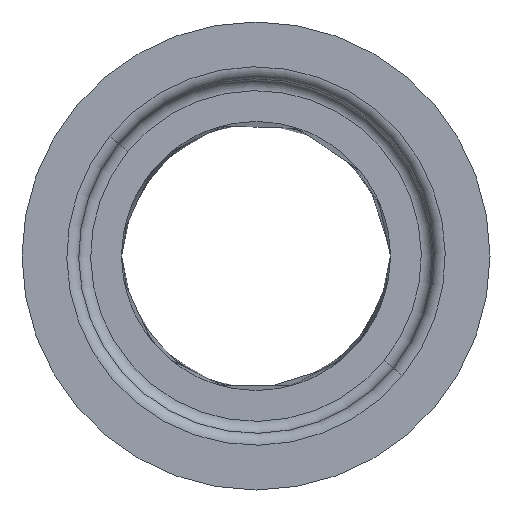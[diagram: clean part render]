
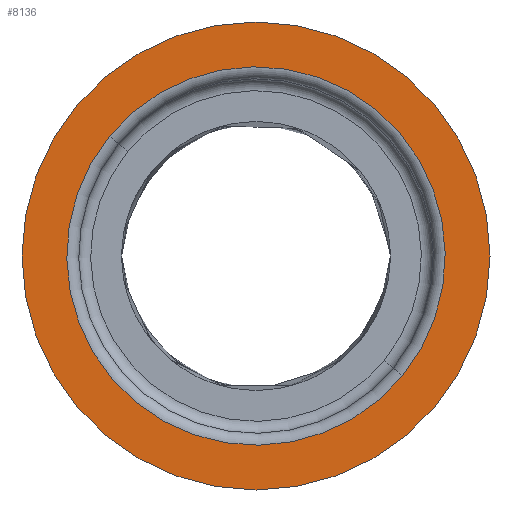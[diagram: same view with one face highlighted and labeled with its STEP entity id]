
A CAD part, front view. The second image highlights one B-rep face of the part: STEP entity #8136.
In plain terms, the highlighted face is planar.
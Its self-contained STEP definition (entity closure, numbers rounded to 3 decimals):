
#279 = CARTESIAN_POINT ( 'NONE',  ( 0., 0., -80. ) ) ;
#411 = CARTESIAN_POINT ( 'NONE',  ( 0., 0., -80. ) ) ;
#1293 = AXIS2_PLACEMENT_3D ( 'NONE', #279, #7446, #21932 ) ;
#1385 = DIRECTION ( 'NONE',  ( 0.775, 0.632, 0. ) ) ;
#1505 = ORIENTED_EDGE ( 'NONE', *, *, #14355, .T. ) ;
#3098 = VERTEX_POINT ( 'NONE', #14969 ) ;
#3238 = DIRECTION ( 'NONE',  ( 0., 0., 1. ) ) ;
#3889 = EDGE_CURVE ( 'NONE', #3098, #5380, #23086, .T. ) ;
#4242 = ORIENTED_EDGE ( 'NONE', *, *, #4608, .T. ) ;
#4608 = EDGE_CURVE ( 'NONE', #12791, #17007, #13690, .T. ) ;
#5380 = VERTEX_POINT ( 'NONE', #5536 ) ;
#5536 = CARTESIAN_POINT ( 'NONE',  ( -122.779, -100.238, -80. ) ) ;
#5808 = FACE_OUTER_BOUND ( 'NONE', #9444, .T. ) ;
#7446 = DIRECTION ( 'NONE',  ( 0., 0., -1. ) ) ;
#7661 = AXIS2_PLACEMENT_3D ( 'NONE', #22921, #3238, #13964 ) ;
#8136 = ADVANCED_FACE ( 'NONE', ( #9329, #5808 ), #16531, .F. ) ;
#9329 = FACE_BOUND ( 'NONE', #20187, .T. ) ;
#9444 = EDGE_LOOP ( 'NONE', ( #20038, #4242 ) ) ;
#10675 = CARTESIAN_POINT ( 'NONE',  ( 0., 0., -80. ) ) ;
#11101 = CARTESIAN_POINT ( 'NONE',  ( -196., 0., -80. ) ) ;
#11185 = CIRCLE ( 'NONE', #20225, 158.5 ) ;
#11775 = DIRECTION ( 'NONE',  ( 0., 0., -1. ) ) ;
#12791 = VERTEX_POINT ( 'NONE', #20467 ) ;
#12996 = DIRECTION ( 'NONE',  ( 0., 0., 1. ) ) ;
#13670 = EDGE_CURVE ( 'NONE', #17007, #12791, #22483, .T. ) ;
#13690 = CIRCLE ( 'NONE', #1293, 196. ) ;
#13964 = DIRECTION ( 'NONE',  ( 0.775, 0.632, 0. ) ) ;
#14263 = DIRECTION ( 'NONE',  ( 1., 0., 0. ) ) ;
#14355 = EDGE_CURVE ( 'NONE', #5380, #3098, #11185, .T. ) ;
#14969 = CARTESIAN_POINT ( 'NONE',  ( 122.779, 100.238, -80. ) ) ;
#15716 = AXIS2_PLACEMENT_3D ( 'NONE', #10675, #11775, #18967 ) ;
#16531 = PLANE ( 'NONE',  #18231 ) ;
#17007 = VERTEX_POINT ( 'NONE', #11101 ) ;
#18231 = AXIS2_PLACEMENT_3D ( 'NONE', #411, #12996, #14263 ) ;
#18967 = DIRECTION ( 'NONE',  ( -1., 0., 0. ) ) ;
#20038 = ORIENTED_EDGE ( 'NONE', *, *, #13670, .T. ) ;
#20187 = EDGE_LOOP ( 'NONE', ( #22363, #1505 ) ) ;
#20225 = AXIS2_PLACEMENT_3D ( 'NONE', #22702, #22938, #1385 ) ;
#20467 = CARTESIAN_POINT ( 'NONE',  ( 196., 0., -80. ) ) ;
#21932 = DIRECTION ( 'NONE',  ( -1., 0., 0. ) ) ;
#22363 = ORIENTED_EDGE ( 'NONE', *, *, #3889, .T. ) ;
#22483 = CIRCLE ( 'NONE', #15716, 196. ) ;
#22702 = CARTESIAN_POINT ( 'NONE',  ( 0., 0., -80. ) ) ;
#22921 = CARTESIAN_POINT ( 'NONE',  ( 0., 0., -80. ) ) ;
#22938 = DIRECTION ( 'NONE',  ( 0., 0., 1. ) ) ;
#23086 = CIRCLE ( 'NONE', #7661, 158.5 ) ;
